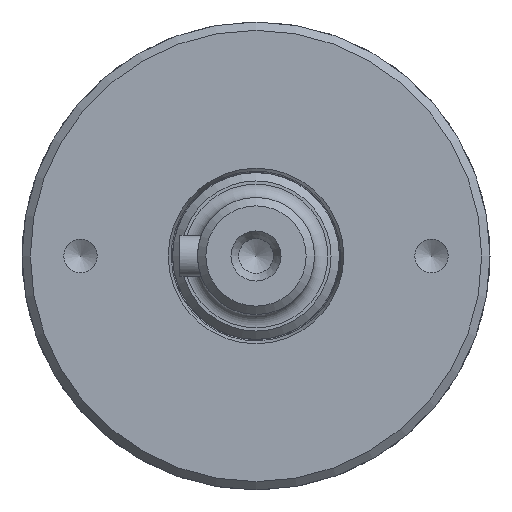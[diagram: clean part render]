
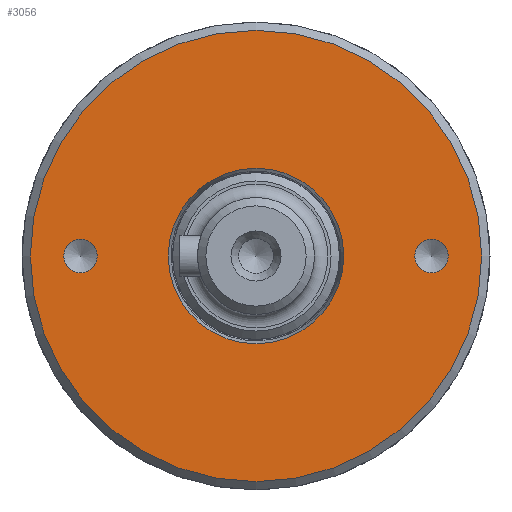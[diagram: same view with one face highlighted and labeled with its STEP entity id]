
A CAD part, left-side view. The second image highlights one B-rep face of the part: STEP entity #3056.
In plain terms, the highlighted planar face has unit normal (-1, 0, 0).
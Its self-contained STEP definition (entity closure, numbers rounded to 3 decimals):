
#251=FACE_BOUND('',#981,.T.);
#252=FACE_BOUND('',#982,.T.);
#253=FACE_BOUND('',#983,.T.);
#806=FACE_OUTER_BOUND('',#980,.T.);
#980=EDGE_LOOP('',(#2167,#2168));
#981=EDGE_LOOP('',(#2169,#2170));
#982=EDGE_LOOP('',(#2171,#2172));
#983=EDGE_LOOP('',(#2173,#2174));
#1189=CIRCLE('',#3281,2.);
#1190=CIRCLE('',#3282,2.);
#1193=CIRCLE('',#3287,2.);
#1194=CIRCLE('',#3288,2.);
#1201=CIRCLE('',#3299,10.5);
#1202=CIRCLE('',#3300,10.5);
#1203=CIRCLE('',#3302,27.);
#1204=CIRCLE('',#3303,27.);
#1369=VERTEX_POINT('',#4599);
#1370=VERTEX_POINT('',#4600);
#1374=VERTEX_POINT('',#4612);
#1375=VERTEX_POINT('',#4613);
#1382=VERTEX_POINT('',#4634);
#1383=VERTEX_POINT('',#4636);
#1384=VERTEX_POINT('',#4640);
#1385=VERTEX_POINT('',#4641);
#1675=EDGE_CURVE('',#1369,#1370,#1189,.T.);
#1676=EDGE_CURVE('',#1370,#1369,#1190,.T.);
#1681=EDGE_CURVE('',#1374,#1375,#1193,.T.);
#1682=EDGE_CURVE('',#1375,#1374,#1194,.T.);
#1692=EDGE_CURVE('',#1383,#1382,#1201,.T.);
#1693=EDGE_CURVE('',#1382,#1383,#1202,.T.);
#1694=EDGE_CURVE('',#1384,#1385,#1203,.T.);
#1695=EDGE_CURVE('',#1385,#1384,#1204,.T.);
#2167=ORIENTED_EDGE('',*,*,#1694,.F.);
#2168=ORIENTED_EDGE('',*,*,#1695,.F.);
#2169=ORIENTED_EDGE('',*,*,#1675,.T.);
#2170=ORIENTED_EDGE('',*,*,#1676,.T.);
#2171=ORIENTED_EDGE('',*,*,#1681,.T.);
#2172=ORIENTED_EDGE('',*,*,#1682,.T.);
#2173=ORIENTED_EDGE('',*,*,#1692,.T.);
#2174=ORIENTED_EDGE('',*,*,#1693,.T.);
#2951=PLANE('',#3301);
#3056=ADVANCED_FACE('',(#806,#251,#252,#253),#2951,.T.);
#3281=AXIS2_PLACEMENT_3D('',#4601,#3691,#3692);
#3282=AXIS2_PLACEMENT_3D('',#4602,#3693,#3694);
#3287=AXIS2_PLACEMENT_3D('',#4614,#3705,#3706);
#3288=AXIS2_PLACEMENT_3D('',#4615,#3707,#3708);
#3299=AXIS2_PLACEMENT_3D('',#4637,#3732,#3733);
#3300=AXIS2_PLACEMENT_3D('',#4638,#3734,#3735);
#3301=AXIS2_PLACEMENT_3D('',#4639,#3736,#3737);
#3302=AXIS2_PLACEMENT_3D('',#4642,#3738,#3739);
#3303=AXIS2_PLACEMENT_3D('',#4643,#3740,#3741);
#3691=DIRECTION('center_axis',(1.,0.,0.));
#3692=DIRECTION('ref_axis',(0.,0.,
-1.));
#3693=DIRECTION('center_axis',(1.,0.,0.));
#3694=DIRECTION('ref_axis',(0.,0.,
-1.));
#3705=DIRECTION('center_axis',(1.,0.,0.));
#3706=DIRECTION('ref_axis',(0.,0.,
-1.));
#3707=DIRECTION('center_axis',(1.,0.,0.));
#3708=DIRECTION('ref_axis',(0.,0.,
-1.));
#3732=DIRECTION('center_axis',(1.,0.,0.));
#3733=DIRECTION('ref_axis',(0.,-1.,0.));
#3734=DIRECTION('center_axis',(1.,0.,0.));
#3735=DIRECTION('ref_axis',(0.,-1.,0.));
#3736=DIRECTION('center_axis',(-1.,0.,0.));
#3737=DIRECTION('ref_axis',(0.,0.,
-1.));
#3738=DIRECTION('center_axis',(1.,0.,0.));
#3739=DIRECTION('ref_axis',(0.,-1.,0.));
#3740=DIRECTION('center_axis',(1.,0.,0.));
#3741=DIRECTION('ref_axis',(0.,-1.,0.));
#4599=CARTESIAN_POINT('',(-139.4,-21.,-2.));
#4600=CARTESIAN_POINT('',(-139.4,-21.,2.));
#4601=CARTESIAN_POINT('Origin',(-139.4,-21.,0.));
#4602=CARTESIAN_POINT('Origin',(-139.4,-21.,0.));
#4612=CARTESIAN_POINT('',(-139.4,21.,-2.));
#4613=CARTESIAN_POINT('',(-139.4,21.,2.));
#4614=CARTESIAN_POINT('Origin',(-139.4,21.,0.));
#4615=CARTESIAN_POINT('Origin',(-139.4,21.,0.));
#4634=CARTESIAN_POINT('',(-139.4,10.5,0.));
#4636=CARTESIAN_POINT('',(-139.4,-10.5,0.));
#4637=CARTESIAN_POINT('Origin',(-139.4,0.,0.));
#4638=CARTESIAN_POINT('Origin',(-139.4,0.,0.));
#4639=CARTESIAN_POINT('Origin',(-139.4,-18.75,0.));
#4640=CARTESIAN_POINT('',(-139.4,-27.,0.));
#4641=CARTESIAN_POINT('',(-139.4,27.,0.));
#4642=CARTESIAN_POINT('Origin',(-139.4,0.,0.));
#4643=CARTESIAN_POINT('Origin',(-139.4,0.,0.));
